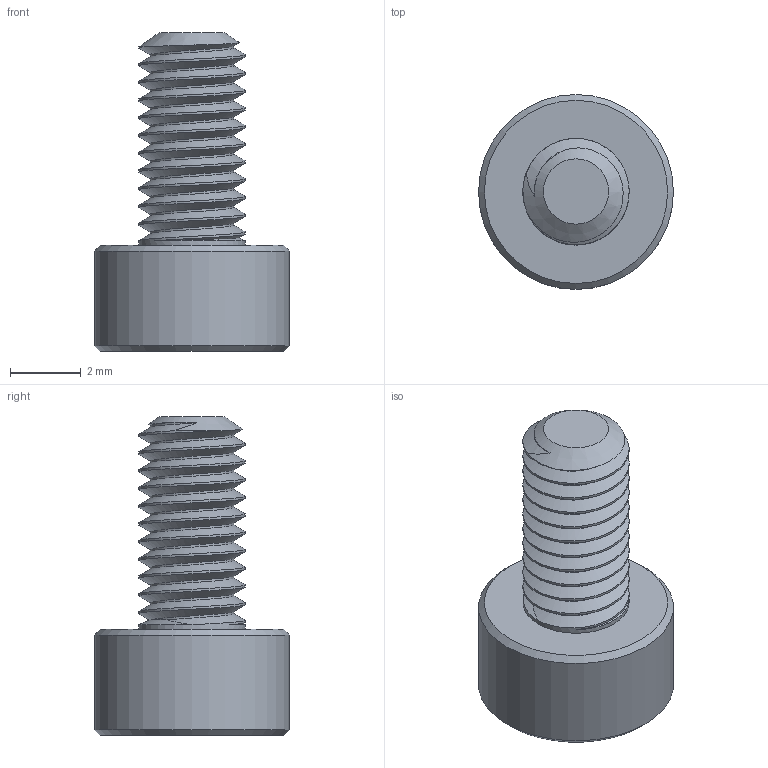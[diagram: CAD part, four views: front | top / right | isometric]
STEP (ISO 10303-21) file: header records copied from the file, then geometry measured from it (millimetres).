
FILE_DESCRIPTION( ( '' ), ' ' );
FILE_NAME( '5a2addd45214870eedd3ebfb.step', '2017-12-08T18:45:41', ( '' ), ( '' ), ' ', ' ', ' ' );
FILE_SCHEMA( ( 'AUTOMOTIVE_DESIGN { 1 0 10303 214 1 1 1 1 }' ) );
Length unit declared in the file: metre
Products named in the file (1): 1702-0032-0001 screw (M3 x 6mm)
Bounding box: 5.5 x 5.5 x 9 mm (x, y, z)
Volume: 94.3 mm3; surface area: 194.7 mm2
Topology: 1 solids, 1 shells, 36 faces, 152 edges, 120 vertices
Faces by surface type: cylinder 14, cone 10, plane 10, bspline 2
Full cylindrical faces by diameter (mm): 3 x11, 5.5 x1
Entity records: 2993 total; most frequent: CARTESIAN_POINT 1942, ORIENTED_EDGE 270, EDGE_CURVE 135, VERTEX_POINT 119, DIRECTION 96, AXIS2_PLACEMENT_3D 42, EDGE_LOOP 32, FACE_OUTER_BOUND 27
